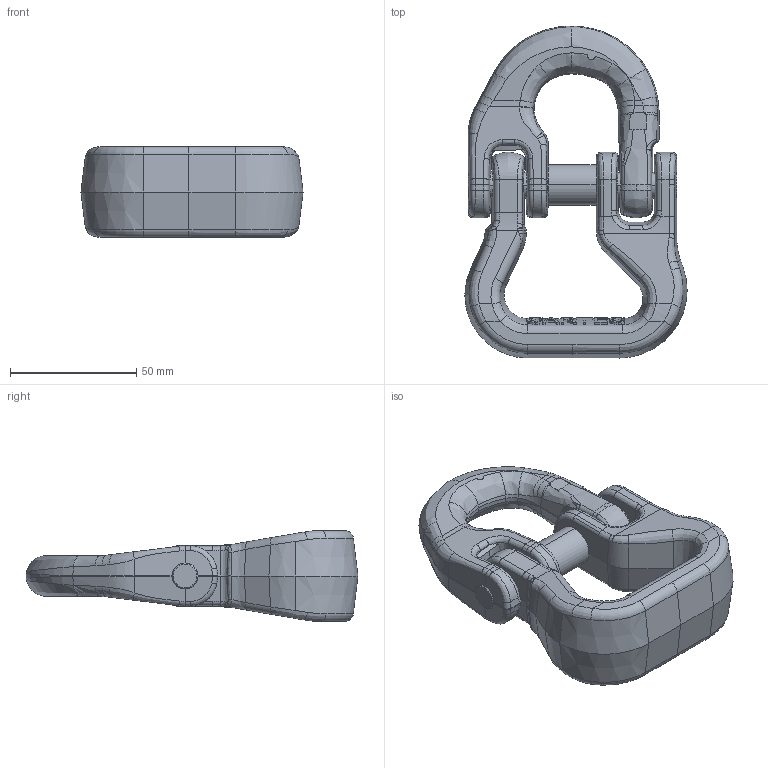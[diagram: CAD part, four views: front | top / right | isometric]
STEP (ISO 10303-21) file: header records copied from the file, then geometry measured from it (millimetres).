
FILE_DESCRIPTION(('STEP AP214'),'1');
FILE_NAME('cls_13.stp','2018-01-24T09:09:48',('TraceParts'),('TraceParts S.A.'),'Spatial InterOp 3D',' ',' ');
FILE_SCHEMA(('automotive_design'));
Length unit declared in the file: millimetre
Products named in the file (4): cls_13_1; cls_13_2; Solido5; cls_13_4
Bounding box: 88 x 131.48 x 36 mm (x, y, z)
Volume: 142620.2 mm3; surface area: 35874.6 mm2
Topology: 4 solids, 4 shells, 619 faces, 1585 edges, 961 vertices
Faces by surface type: bspline 345, cylinder 124, plane 120, cone 26, torus 2, sphere 2
Entity records: 46578 total; most frequent: CARTESIAN_POINT 28697, ORIENTED_EDGE 3160, DIRECTION 2029, EDGE_CURVE 1580, VERTEX_POINT 962, AXIS2_PLACEMENT_3D 776, EDGE_LOOP 625, STYLED_ITEM 623
